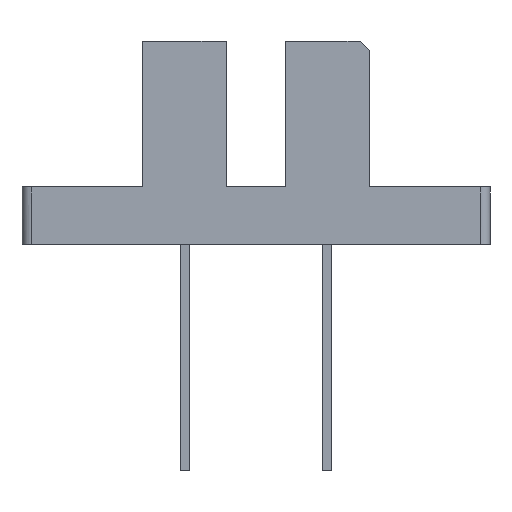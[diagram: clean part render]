
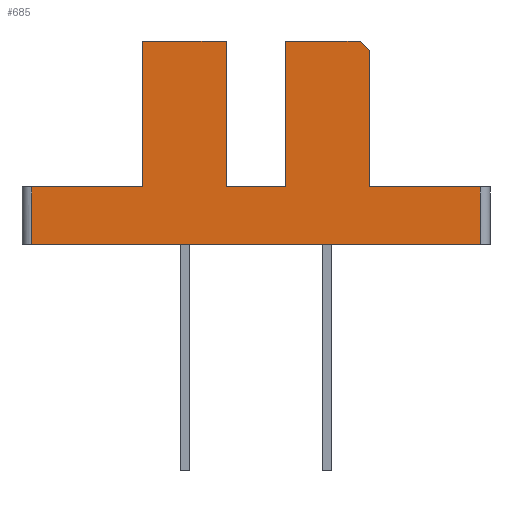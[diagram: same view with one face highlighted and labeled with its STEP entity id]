
A CAD part, left-side view. The second image highlights one B-rep face of the part: STEP entity #685.
In plain terms, the highlighted free-form (B-spline) face has degree [1, 1] with [2, 2] control points.
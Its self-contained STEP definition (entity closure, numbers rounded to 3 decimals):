
#54 = VERTEX_POINT('',#55);
#55 = CARTESIAN_POINT('',(-2.608,-10.172,
    0.));
#61 = EDGE_CURVE('',#54,#62,#64,.T.);
#62 = VERTEX_POINT('',#63);
#63 = CARTESIAN_POINT('',(-2.608,10.172,
    0.));
#64 = B_SPLINE_CURVE_WITH_KNOTS('',1,(#65,#66),.UNSPECIFIED.,.F.,.F.,(2,
    2),(0.,23.4),.PIECEWISE_BEZIER_KNOTS.);
#65 = CARTESIAN_POINT('',(-2.608,-10.172,
    0.));
#66 = CARTESIAN_POINT('',(-2.608,10.172,
    0.));
#666 = VERTEX_POINT('',#667);
#667 = CARTESIAN_POINT('',(-2.608,-10.172,
    2.608));
#673 = EDGE_CURVE('',#666,#54,#674,.T.);
#674 = B_SPLINE_CURVE_WITH_KNOTS('',1,(#675,#676),.UNSPECIFIED.,.F.,.F.,
  (2,2),(0.,3.),.PIECEWISE_BEZIER_KNOTS.);
#675 = CARTESIAN_POINT('',(-2.608,-10.172,
    2.608));
#676 = CARTESIAN_POINT('',(-2.608,-10.172,
    0.));
#685 = ADVANCED_FACE('',(#686),#765,.F.);
#686 = FACE_BOUND('',#687,.T.);
#687 = EDGE_LOOP('',(#688,#689,#696,#703,#710,#717,#724,#731,#738,#745,
    #752,#759,#764));
#688 = ORIENTED_EDGE('',*,*,#673,.F.);
#689 = ORIENTED_EDGE('',*,*,#690,.F.);
#690 = EDGE_CURVE('',#691,#666,#693,.T.);
#691 = VERTEX_POINT('',#692);
#692 = CARTESIAN_POINT('',(-2.608,-5.151,
    2.608));
#693 = B_SPLINE_CURVE_WITH_KNOTS('',1,(#694,#695),.UNSPECIFIED.,.F.,.F.,
  (2,2),(0.,5.775),.PIECEWISE_BEZIER_KNOTS.);
#694 = CARTESIAN_POINT('',(-2.608,-5.151,
    2.608));
#695 = CARTESIAN_POINT('',(-2.608,-10.172,
    2.608));
#696 = ORIENTED_EDGE('',*,*,#697,.F.);
#697 = EDGE_CURVE('',#698,#691,#700,.T.);
#698 = VERTEX_POINT('',#699);
#699 = CARTESIAN_POINT('',(-2.608,-5.151,
    8.781));
#700 = B_SPLINE_CURVE_WITH_KNOTS('',1,(#701,#702),.UNSPECIFIED.,.F.,.F.,
  (2,2),(0.,7.1),.PIECEWISE_BEZIER_KNOTS.);
#701 = CARTESIAN_POINT('',(-2.608,-5.151,
    8.781));
#702 = CARTESIAN_POINT('',(-2.608,-5.151,
    2.608));
#703 = ORIENTED_EDGE('',*,*,#704,.T.);
#704 = EDGE_CURVE('',#698,#705,#707,.T.);
#705 = VERTEX_POINT('',#706);
#706 = CARTESIAN_POINT('',(-2.608,-4.716,
    9.215));
#707 = B_SPLINE_CURVE_WITH_KNOTS('',1,(#708,#709),.UNSPECIFIED.,.F.,.F.,
  (2,2),(0.,0.707),.PIECEWISE_BEZIER_KNOTS.);
#708 = CARTESIAN_POINT('',(-2.608,-5.151,
    8.781));
#709 = CARTESIAN_POINT('',(-2.608,-4.716,
    9.215));
#710 = ORIENTED_EDGE('',*,*,#711,.F.);
#711 = EDGE_CURVE('',#712,#705,#714,.T.);
#712 = VERTEX_POINT('',#713);
#713 = CARTESIAN_POINT('',(-2.608,-1.348,
    9.215));
#714 = B_SPLINE_CURVE_WITH_KNOTS('',1,(#715,#716),.UNSPECIFIED.,.F.,.F.,
  (2,2),(0.,3.875),.PIECEWISE_BEZIER_KNOTS.);
#715 = CARTESIAN_POINT('',(-2.608,-1.348,
    9.215));
#716 = CARTESIAN_POINT('',(-2.608,-4.716,
    9.215));
#717 = ORIENTED_EDGE('',*,*,#718,.F.);
#718 = EDGE_CURVE('',#719,#712,#721,.T.);
#719 = VERTEX_POINT('',#720);
#720 = CARTESIAN_POINT('',(-2.608,-1.348,
    2.608));
#721 = B_SPLINE_CURVE_WITH_KNOTS('',1,(#722,#723),.UNSPECIFIED.,.F.,.F.,
  (2,2),(0.,7.6),.PIECEWISE_BEZIER_KNOTS.);
#722 = CARTESIAN_POINT('',(-2.608,-1.348,
    2.608));
#723 = CARTESIAN_POINT('',(-2.608,-1.348,
    9.215));
#724 = ORIENTED_EDGE('',*,*,#725,.F.);
#725 = EDGE_CURVE('',#726,#719,#728,.T.);
#726 = VERTEX_POINT('',#727);
#727 = CARTESIAN_POINT('',(-2.608,1.348,2.608
    ));
#728 = B_SPLINE_CURVE_WITH_KNOTS('',1,(#729,#730),.UNSPECIFIED.,.F.,.F.,
  (2,2),(0.,3.1),.PIECEWISE_BEZIER_KNOTS.);
#729 = CARTESIAN_POINT('',(-2.608,1.348,2.608
    ));
#730 = CARTESIAN_POINT('',(-2.608,-1.348,
    2.608));
#731 = ORIENTED_EDGE('',*,*,#732,.F.);
#732 = EDGE_CURVE('',#733,#726,#735,.T.);
#733 = VERTEX_POINT('',#734);
#734 = CARTESIAN_POINT('',(-2.608,1.348,9.215
    ));
#735 = B_SPLINE_CURVE_WITH_KNOTS('',1,(#736,#737),.UNSPECIFIED.,.F.,.F.,
  (2,2),(0.,7.6),.PIECEWISE_BEZIER_KNOTS.);
#736 = CARTESIAN_POINT('',(-2.608,1.348,9.215
    ));
#737 = CARTESIAN_POINT('',(-2.608,1.348,2.608
    ));
#738 = ORIENTED_EDGE('',*,*,#739,.F.);
#739 = EDGE_CURVE('',#740,#733,#742,.T.);
#740 = VERTEX_POINT('',#741);
#741 = CARTESIAN_POINT('',(-2.608,5.151,9.215
    ));
#742 = B_SPLINE_CURVE_WITH_KNOTS('',1,(#743,#744),.UNSPECIFIED.,.F.,.F.,
  (2,2),(0.,4.375),.PIECEWISE_BEZIER_KNOTS.);
#743 = CARTESIAN_POINT('',(-2.608,5.151,9.215
    ));
#744 = CARTESIAN_POINT('',(-2.608,1.348,9.215
    ));
#745 = ORIENTED_EDGE('',*,*,#746,.F.);
#746 = EDGE_CURVE('',#747,#740,#749,.T.);
#747 = VERTEX_POINT('',#748);
#748 = CARTESIAN_POINT('',(-2.608,5.151,2.608
    ));
#749 = B_SPLINE_CURVE_WITH_KNOTS('',1,(#750,#751),.UNSPECIFIED.,.F.,.F.,
  (2,2),(0.,7.6),.PIECEWISE_BEZIER_KNOTS.);
#750 = CARTESIAN_POINT('',(-2.608,5.151,2.608
    ));
#751 = CARTESIAN_POINT('',(-2.608,5.151,9.215
    ));
#752 = ORIENTED_EDGE('',*,*,#753,.F.);
#753 = EDGE_CURVE('',#754,#747,#756,.T.);
#754 = VERTEX_POINT('',#755);
#755 = CARTESIAN_POINT('',(-2.608,10.172,
    2.608));
#756 = B_SPLINE_CURVE_WITH_KNOTS('',1,(#757,#758),.UNSPECIFIED.,.F.,.F.,
  (2,2),(0.,5.775),.PIECEWISE_BEZIER_KNOTS.);
#757 = CARTESIAN_POINT('',(-2.608,10.172,
    2.608));
#758 = CARTESIAN_POINT('',(-2.608,5.151,2.608
    ));
#759 = ORIENTED_EDGE('',*,*,#760,.F.);
#760 = EDGE_CURVE('',#62,#754,#761,.T.);
#761 = B_SPLINE_CURVE_WITH_KNOTS('',1,(#762,#763),.UNSPECIFIED.,.F.,.F.,
  (2,2),(0.,3.),.PIECEWISE_BEZIER_KNOTS.);
#762 = CARTESIAN_POINT('',(-2.608,10.172,
    0.));
#763 = CARTESIAN_POINT('',(-2.608,10.172,
    2.608));
#764 = ORIENTED_EDGE('',*,*,#61,.F.);
#765 = B_SPLINE_SURFACE_WITH_KNOTS('',1,1,(
    (#766,#767)
    ,(#768,#769)),.UNSPECIFIED.,.F.,.F.,.F.,(2,2),(2,2),(-11.7,11.7),(
    0.,10.6),.PIECEWISE_BEZIER_KNOTS.);
#766 = CARTESIAN_POINT('',(-2.608,-10.172,
    0.));
#767 = CARTESIAN_POINT('',(-2.608,-10.172,
    9.215));
#768 = CARTESIAN_POINT('',(-2.608,10.172,
    0.));
#769 = CARTESIAN_POINT('',(-2.608,10.172,
    9.215));
